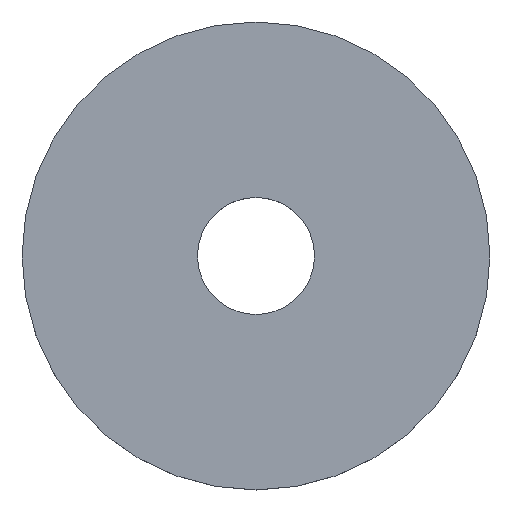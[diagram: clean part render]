
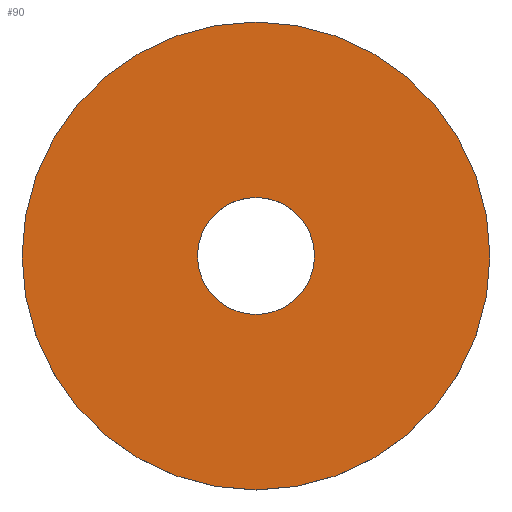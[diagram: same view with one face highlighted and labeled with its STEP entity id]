
A CAD part, top view. The second image highlights one B-rep face of the part: STEP entity #90.
In plain terms, the highlighted planar face has unit normal (0, 0, 1).
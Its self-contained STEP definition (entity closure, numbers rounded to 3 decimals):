
#11 = CIRCLE ( 'NONE', #100, 10. ) ;
#25 = EDGE_LOOP ( 'NONE', ( #61 ) ) ;
#26 = DIRECTION ( 'NONE',  ( 0., 0., -1. ) ) ;
#43 = FACE_BOUND ( 'NONE', #25, .T. ) ;
#58 = CARTESIAN_POINT ( 'NONE',  ( 0., 2.5, 1.6 ) ) ;
#61 = ORIENTED_EDGE ( 'NONE', *, *, #135, .T. ) ;
#62 = CIRCLE ( 'NONE', #70, 2.5 ) ;
#64 = CARTESIAN_POINT ( 'NONE',  ( 0., 0., 1.6 ) ) ;
#70 = AXIS2_PLACEMENT_3D ( 'NONE', #64, #81, #119 ) ;
#73 = DIRECTION ( 'NONE',  ( 0., 1., 0. ) ) ;
#74 = AXIS2_PLACEMENT_3D ( 'NONE', #87, #159, #141 ) ;
#75 = FACE_OUTER_BOUND ( 'NONE', #102, .T. ) ;
#81 = DIRECTION ( 'NONE',  ( 0., 0., -1. ) ) ;
#87 = CARTESIAN_POINT ( 'NONE',  ( 0., 2.5, 1.6 ) ) ;
#90 = ADVANCED_FACE ( 'NONE', ( #43, #75 ), #158, .T. ) ;
#100 = AXIS2_PLACEMENT_3D ( 'NONE', #142, #26, #73 ) ;
#102 = EDGE_LOOP ( 'NONE', ( #129 ) ) ;
#113 = EDGE_CURVE ( 'NONE', #118, #118, #11, .T. ) ;
#118 = VERTEX_POINT ( 'NONE', #146 ) ;
#119 = DIRECTION ( 'NONE',  ( 0., 1., 0. ) ) ;
#129 = ORIENTED_EDGE ( 'NONE', *, *, #113, .F. ) ;
#132 = VERTEX_POINT ( 'NONE', #58 ) ;
#135 = EDGE_CURVE ( 'NONE', #132, #132, #62, .T. ) ;
#141 = DIRECTION ( 'NONE',  ( 0., -1., 0. ) ) ;
#142 = CARTESIAN_POINT ( 'NONE',  ( 0., 0., 1.6 ) ) ;
#146 = CARTESIAN_POINT ( 'NONE',  ( 0., 10., 1.6 ) ) ;
#158 = PLANE ( 'NONE',  #74 ) ;
#159 = DIRECTION ( 'NONE',  ( 0., 0., 1. ) ) ;
